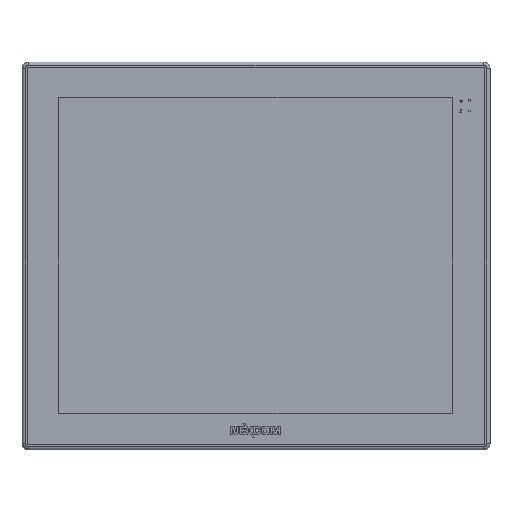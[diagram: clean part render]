
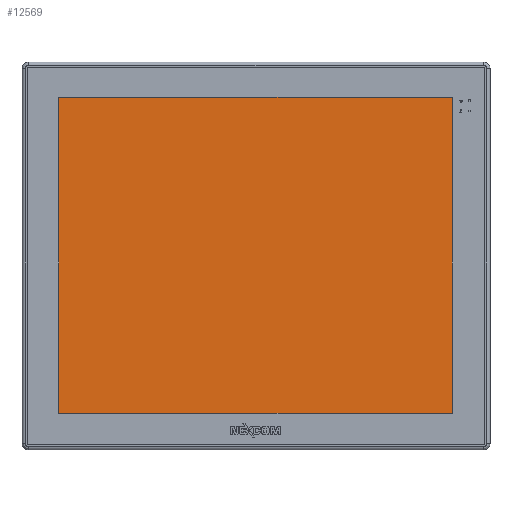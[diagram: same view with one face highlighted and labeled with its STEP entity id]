
A CAD part, top view. The second image highlights one B-rep face of the part: STEP entity #12569.
In plain terms, the highlighted planar face has unit normal (0, 0, -1).
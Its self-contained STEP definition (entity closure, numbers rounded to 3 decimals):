
#1076 = CARTESIAN_POINT ( 'NONE',  ( -205.75, 169.5, 3.95 ) ) ;
#1999 = EDGE_CURVE ( 'NONE', #54364, #9092, #28202, .T. ) ;
#3998 = EDGE_LOOP ( 'NONE', ( #50457, #52164, #6184, #50591 ) ) ;
#4786 = DIRECTION ( 'NONE',  ( -1., 0., 0. ) ) ;
#4873 = DIRECTION ( 'NONE',  ( 0., 0., -1. ) ) ;
#4950 = VECTOR ( 'NONE', #23672, 1000. ) ;
#4979 = CARTESIAN_POINT ( 'NONE',  ( -205.75, 169.5, 3.95 ) ) ;
#5240 = CARTESIAN_POINT ( 'NONE',  ( 205.75, -169.5, 3.95 ) ) ;
#6184 = ORIENTED_EDGE ( 'NONE', *, *, #43382, .T. ) ;
#7392 = PLANE ( 'NONE',  #31139 ) ;
#9092 = VERTEX_POINT ( 'NONE', #5240 ) ;
#11234 = EDGE_CURVE ( 'NONE', #9092, #53773, #29048, .T. ) ;
#12569 = ADVANCED_FACE ( 'NONE', ( #14576 ), #7392, .T. ) ;
#14150 = CARTESIAN_POINT ( 'NONE',  ( -205.75, -169.5, 3.95 ) ) ;
#14576 = FACE_OUTER_BOUND ( 'NONE', #3998, .T. ) ;
#18336 = VERTEX_POINT ( 'NONE', #22595 ) ;
#18953 = VECTOR ( 'NONE', #19286, 1000. ) ;
#19286 = DIRECTION ( 'NONE',  ( 0., 1., 0. ) ) ;
#21172 = EDGE_CURVE ( 'NONE', #53773, #18336, #53577, .T. ) ;
#22595 = CARTESIAN_POINT ( 'NONE',  ( -205.75, 169.5, 3.95 ) ) ;
#23672 = DIRECTION ( 'NONE',  ( 0., -1., 0. ) ) ;
#25694 = DIRECTION ( 'NONE',  ( -1., 0., 0. ) ) ;
#27047 = CARTESIAN_POINT ( 'NONE',  ( -205.75, -169.5, 3.95 ) ) ;
#28202 = LINE ( 'NONE', #37226, #4950 ) ;
#29048 = LINE ( 'NONE', #27047, #50738 ) ;
#29981 = CARTESIAN_POINT ( 'NONE',  ( -205.75, 169.5, 3.95 ) ) ;
#31139 = AXIS2_PLACEMENT_3D ( 'NONE', #4979, #4873, #4786 ) ;
#37226 = CARTESIAN_POINT ( 'NONE',  ( 205.75, 169.5, 3.95 ) ) ;
#38915 = VECTOR ( 'NONE', #56418, 1000. ) ;
#43382 = EDGE_CURVE ( 'NONE', #18336, #54364, #50435, .T. ) ;
#50435 = LINE ( 'NONE', #29981, #38915 ) ;
#50457 = ORIENTED_EDGE ( 'NONE', *, *, #11234, .T. ) ;
#50591 = ORIENTED_EDGE ( 'NONE', *, *, #1999, .T. ) ;
#50738 = VECTOR ( 'NONE', #25694, 1000. ) ;
#52164 = ORIENTED_EDGE ( 'NONE', *, *, #21172, .T. ) ;
#52828 = CARTESIAN_POINT ( 'NONE',  ( 205.75, 169.5, 3.95 ) ) ;
#53577 = LINE ( 'NONE', #1076, #18953 ) ;
#53773 = VERTEX_POINT ( 'NONE', #14150 ) ;
#54364 = VERTEX_POINT ( 'NONE', #52828 ) ;
#56418 = DIRECTION ( 'NONE',  ( 1., 0., 0. ) ) ;
